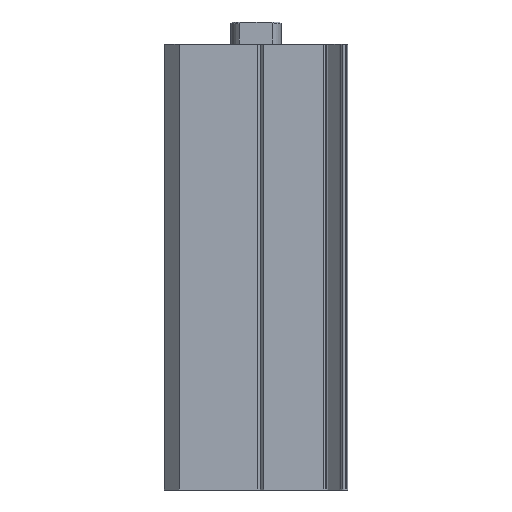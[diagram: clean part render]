
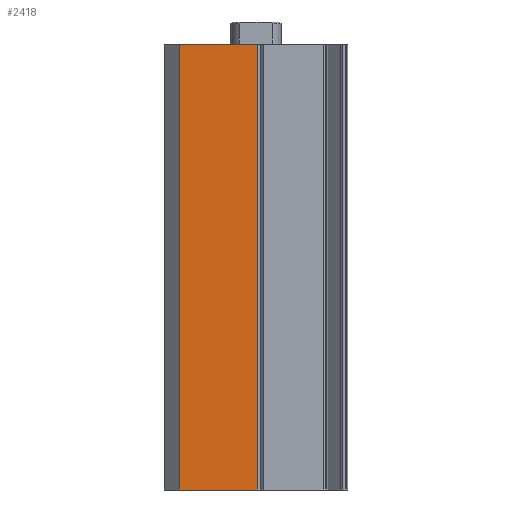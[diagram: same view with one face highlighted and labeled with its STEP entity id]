
A CAD part, left-side view. The second image highlights one B-rep face of the part: STEP entity #2418.
In plain terms, the highlighted planar face has unit normal (-1, 0, 0).
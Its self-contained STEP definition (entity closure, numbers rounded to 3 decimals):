
#2 = EDGE_CURVE ( 'NONE', #998, #727, #2089, .T. ) ;
#174 = CARTESIAN_POINT ( 'NONE',  ( -14.5, -14.5, 35.25 ) ) ;
#205 = EDGE_LOOP ( 'NONE', ( #2922, #3389, #3537, #3572 ) ) ;
#293 = LINE ( 'NONE', #1020, #3465 ) ;
#369 = DIRECTION ( 'NONE',  ( 0., 0., -1. ) ) ;
#537 = VERTEX_POINT ( 'NONE', #2668 ) ;
#721 = EDGE_CURVE ( 'NONE', #4091, #727, #2868, .T. ) ;
#727 = VERTEX_POINT ( 'NONE', #1599 ) ;
#998 = VERTEX_POINT ( 'NONE', #1626 ) ;
#1020 = CARTESIAN_POINT ( 'NONE',  ( -14.5, -14.5, -35.25 ) ) ;
#1021 = EDGE_CURVE ( 'NONE', #537, #4091, #293, .T. ) ;
#1090 = FACE_OUTER_BOUND ( 'NONE', #205, .T. ) ;
#1258 = VECTOR ( 'NONE', #2075, 1000. ) ;
#1265 = DIRECTION ( 'NONE',  ( 0., 0., -1. ) ) ;
#1318 = CARTESIAN_POINT ( 'NONE',  ( -14.5, -14.5, 35.25 ) ) ;
#1336 = DIRECTION ( 'NONE',  ( 0., -1., 0. ) ) ;
#1599 = CARTESIAN_POINT ( 'NONE',  ( -14.5, -0.208, 35.25 ) ) ;
#1626 = CARTESIAN_POINT ( 'NONE',  ( -14.5, 12.13, 35.25 ) ) ;
#2022 = VECTOR ( 'NONE', #2263, 1000. ) ;
#2075 = DIRECTION ( 'NONE',  ( 0., -1., 0. ) ) ;
#2089 = LINE ( 'NONE', #174, #1258 ) ;
#2263 = DIRECTION ( 'NONE',  ( 0., 0., 1. ) ) ;
#2275 = DIRECTION ( 'NONE',  ( 1., 0., 0. ) ) ;
#2418 = ADVANCED_FACE ( 'NONE', ( #1090 ), #2889, .F. ) ;
#2430 = LINE ( 'NONE', #4113, #3064 ) ;
#2466 = AXIS2_PLACEMENT_3D ( 'NONE', #1318, #2275, #369 ) ;
#2507 = CARTESIAN_POINT ( 'NONE',  ( -14.5, -0.208, -35.25 ) ) ;
#2668 = CARTESIAN_POINT ( 'NONE',  ( -14.5, 12.13, -35.25 ) ) ;
#2868 = LINE ( 'NONE', #3206, #2022 ) ;
#2889 = PLANE ( 'NONE',  #2466 ) ;
#2922 = ORIENTED_EDGE ( 'NONE', *, *, #1021, .T. ) ;
#3064 = VECTOR ( 'NONE', #1265, 1000. ) ;
#3192 = EDGE_CURVE ( 'NONE', #998, #537, #2430, .T. ) ;
#3206 = CARTESIAN_POINT ( 'NONE',  ( -14.5, -0.208, -35.25 ) ) ;
#3389 = ORIENTED_EDGE ( 'NONE', *, *, #721, .T. ) ;
#3465 = VECTOR ( 'NONE', #1336, 1000. ) ;
#3537 = ORIENTED_EDGE ( 'NONE', *, *, #2, .F. ) ;
#3572 = ORIENTED_EDGE ( 'NONE', *, *, #3192, .T. ) ;
#4091 = VERTEX_POINT ( 'NONE', #2507 ) ;
#4113 = CARTESIAN_POINT ( 'NONE',  ( -14.5, 12.13, 35.25 ) ) ;
